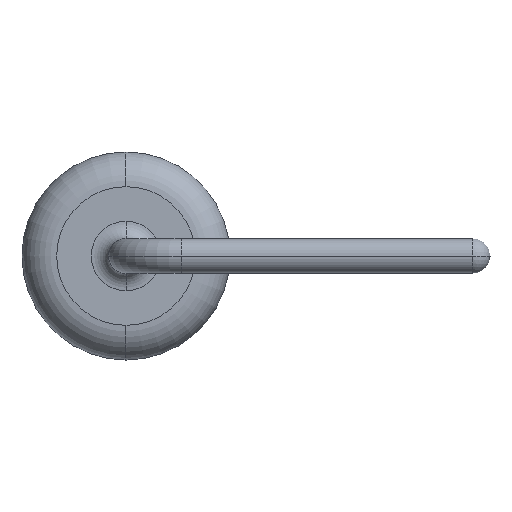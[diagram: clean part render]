
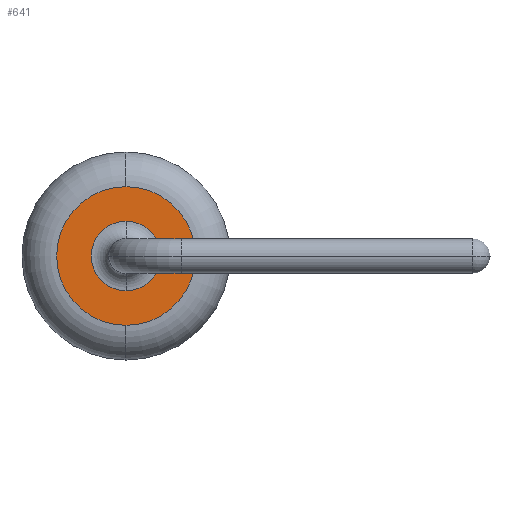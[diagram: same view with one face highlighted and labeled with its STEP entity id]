
A CAD part, left-side view. The second image highlights one B-rep face of the part: STEP entity #641.
In plain terms, the highlighted planar face has unit normal (-1, 0, 0).
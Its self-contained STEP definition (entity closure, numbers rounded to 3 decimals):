
#13 = FACE_BOUND ( 'NONE', #756, .T. ) ;
#59 = CARTESIAN_POINT ( 'NONE',  ( -4.5, 0., 0. ) ) ;
#77 = DIRECTION ( 'NONE',  ( 0., 0., 1. ) ) ;
#92 = AXIS2_PLACEMENT_3D ( 'NONE', #59, #857, #1697 ) ;
#105 = CIRCLE ( 'NONE', #1508, 0.5 ) ;
#148 = CARTESIAN_POINT ( 'NONE',  ( -4.5, 0., -0.5 ) ) ;
#157 = AXIS2_PLACEMENT_3D ( 'NONE', #816, #1625, #255 ) ;
#207 = CARTESIAN_POINT ( 'NONE',  ( -4.5, 0., 0. ) ) ;
#216 = DIRECTION ( 'NONE',  ( -1., 0., 0. ) ) ;
#255 = DIRECTION ( 'NONE',  ( 0., 0., 1. ) ) ;
#260 = EDGE_CURVE ( 'NONE', #695, #981, #1177, .T. ) ;
#302 = AXIS2_PLACEMENT_3D ( 'NONE', #1767, #1717, #317 ) ;
#317 = DIRECTION ( 'NONE',  ( 0., 0., 1. ) ) ;
#345 = ORIENTED_EDGE ( 'NONE', *, *, #765, .T. ) ;
#453 = AXIS2_PLACEMENT_3D ( 'NONE', #207, #216, #77 ) ;
#490 = VERTEX_POINT ( 'NONE', #599 ) ;
#560 = PLANE ( 'NONE',  #302 ) ;
#565 = ORIENTED_EDGE ( 'NONE', *, *, #608, .T. ) ;
#599 = CARTESIAN_POINT ( 'NONE',  ( -4.5, 0., 1. ) ) ;
#608 = EDGE_CURVE ( 'NONE', #1461, #490, #1034, .T. ) ;
#641 = ADVANCED_FACE ( 'NONE', ( #1216, #13 ), #560, .T. ) ;
#695 = VERTEX_POINT ( 'NONE', #895 ) ;
#725 = EDGE_LOOP ( 'NONE', ( #345, #565 ) ) ;
#756 = EDGE_LOOP ( 'NONE', ( #879, #1525 ) ) ;
#765 = EDGE_CURVE ( 'NONE', #490, #1461, #843, .T. ) ;
#816 = CARTESIAN_POINT ( 'NONE',  ( -4.5, 0., 0. ) ) ;
#843 = CIRCLE ( 'NONE', #453, 1. ) ;
#857 = DIRECTION ( 'NONE',  ( 1., 0., 0. ) ) ;
#879 = ORIENTED_EDGE ( 'NONE', *, *, #260, .T. ) ;
#895 = CARTESIAN_POINT ( 'NONE',  ( -4.5, 0., 0.5 ) ) ;
#981 = VERTEX_POINT ( 'NONE', #148 ) ;
#1034 = CIRCLE ( 'NONE', #157, 1. ) ;
#1094 = CARTESIAN_POINT ( 'NONE',  ( -4.5, 0., 0. ) ) ;
#1104 = DIRECTION ( 'NONE',  ( 0., 0., 1. ) ) ;
#1177 = CIRCLE ( 'NONE', #92, 0.5 ) ;
#1216 = FACE_OUTER_BOUND ( 'NONE', #725, .T. ) ;
#1461 = VERTEX_POINT ( 'NONE', #1502 ) ;
#1502 = CARTESIAN_POINT ( 'NONE',  ( -4.5, 0., -1. ) ) ;
#1508 = AXIS2_PLACEMENT_3D ( 'NONE', #1094, #1514, #1104 ) ;
#1514 = DIRECTION ( 'NONE',  ( 1., 0., 0. ) ) ;
#1525 = ORIENTED_EDGE ( 'NONE', *, *, #1603, .T. ) ;
#1603 = EDGE_CURVE ( 'NONE', #981, #695, #105, .T. ) ;
#1625 = DIRECTION ( 'NONE',  ( -1., 0., 0. ) ) ;
#1697 = DIRECTION ( 'NONE',  ( 0., 0., 1. ) ) ;
#1717 = DIRECTION ( 'NONE',  ( -1., 0., 0. ) ) ;
#1767 = CARTESIAN_POINT ( 'NONE',  ( -4.5, 0., 0. ) ) ;
